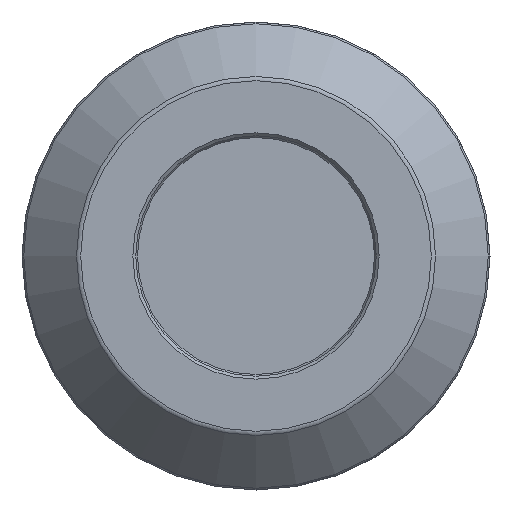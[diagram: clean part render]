
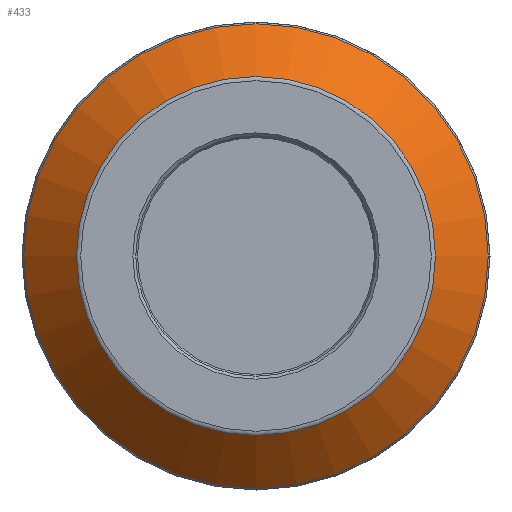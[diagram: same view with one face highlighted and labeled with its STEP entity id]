
A CAD part, left-side view. The second image highlights one B-rep face of the part: STEP entity #433.
In plain terms, the highlighted conical face has half-angle 45 degrees and reference radius 30.293 mm.
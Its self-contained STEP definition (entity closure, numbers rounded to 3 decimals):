
#191=CONICAL_SURFACE('',#1808,30.293,45.);
#344=FACE_BOUND('',#645,.T.);
#345=FACE_BOUND('',#646,.T.);
#433=ADVANCED_FACE('',(#344,#345),#191,.T.);
#645=EDGE_LOOP('',(#957));
#646=EDGE_LOOP('',(#958));
#957=ORIENTED_EDGE('',*,*,#1539,.T.);
#958=ORIENTED_EDGE('',*,*,#1540,.F.);
#1321=VERTEX_POINT('',#3409);
#1322=VERTEX_POINT('',#3412);
#1539=EDGE_CURVE('',#1321,#1321,#1648,.T.);
#1540=EDGE_CURVE('',#1322,#1322,#1649,.T.);
#1648=CIRCLE('',#1805,39.202);
#1649=CIRCLE('',#1807,30.293);
#1805=AXIS2_PLACEMENT_3D('',#3408,#2170,#2171);
#1807=AXIS2_PLACEMENT_3D('',#3411,#2174,#2175);
#1808=AXIS2_PLACEMENT_3D('',#3413,#2176,#2177);
#2170=DIRECTION('',(-1.,0.,0.));
#2171=DIRECTION('',(0.,0.,-1.));
#2174=DIRECTION('',(-1.,0.,0.));
#2175=DIRECTION('',(0.,0.,-1.));
#2176=DIRECTION('',(1.,0.,0.));
#2177=DIRECTION('',(0.,0.,-1.));
#3408=CARTESIAN_POINT('',(9.202,0.,0.));
#3409=CARTESIAN_POINT('',(9.202,0.,-39.202));
#3411=CARTESIAN_POINT('',(0.293,0.,0.));
#3412=CARTESIAN_POINT('',(0.293,0.,-30.293));
#3413=CARTESIAN_POINT('',(0.293,0.,0.));
